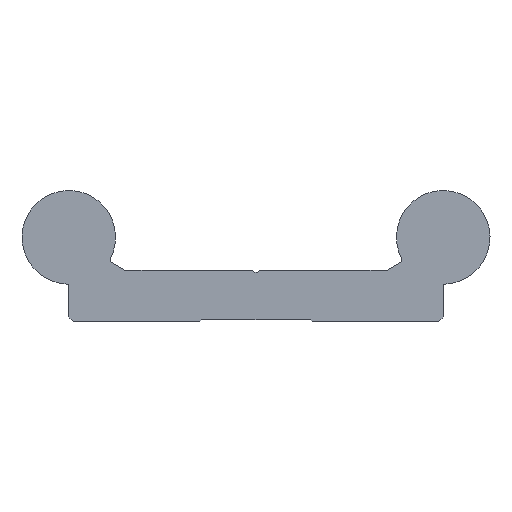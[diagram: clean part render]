
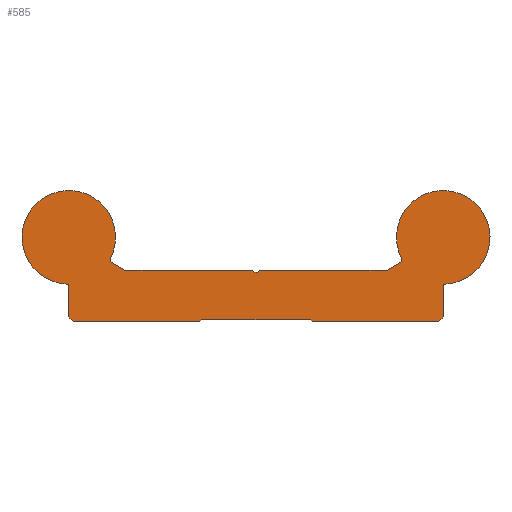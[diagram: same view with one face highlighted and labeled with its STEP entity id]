
A CAD part, front view. The second image highlights one B-rep face of the part: STEP entity #585.
In plain terms, the highlighted planar face has unit normal (0, -1, 0).
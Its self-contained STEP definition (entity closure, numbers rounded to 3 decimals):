
#37=PLANE('',#642);
#78=FACE_OUTER_BOUND('',#111,.T.);
#111=EDGE_LOOP('',(#508,#509,#510,#511,#512,#513,#514,#515,#516,#517,#518,
#519,#520,#521,#522,#523,#524,#525,#526,#527,#528));
#119=LINE('',#867,#176);
#128=LINE('',#885,#185);
#135=LINE('',#900,#192);
#139=LINE('',#907,#196);
#142=LINE('',#913,#199);
#145=LINE('',#919,#202);
#148=LINE('',#925,#205);
#151=LINE('',#937,#208);
#153=LINE('',#941,#210);
#154=LINE('',#943,#211);
#157=LINE('',#949,#214);
#161=LINE('',#964,#218);
#164=LINE('',#970,#221);
#167=LINE('',#976,#224);
#169=LINE('',#979,#226);
#176=VECTOR('',#698,13.5);
#185=VECTOR('',#713,13.5);
#192=VECTOR('',#726,11.6);
#196=VECTOR('',#732,0.283);
#199=VECTOR('',#737,13.5);
#202=VECTOR('',#742,0.707);
#205=VECTOR('',#747,3.208);
#208=VECTOR('',#764,1.653);
#210=VECTOR('',#768,0.577);
#211=VECTOR('',#771,0.577);
#214=VECTOR('',#776,1.653);
#218=VECTOR('',#794,3.208);
#221=VECTOR('',#799,0.707);
#224=VECTOR('',#804,13.5);
#226=VECTOR('',#808,0.283);
#228=CIRCLE('',#591,5.);
#230=CIRCLE('',#594,5.);
#238=CIRCLE('',#624,0.3);
#240=CIRCLE('',#627,0.3);
#242=CIRCLE('',#634,0.3);
#244=CIRCLE('',#637,0.3);
#247=VERTEX_POINT('',#818);
#248=VERTEX_POINT('',#820);
#251=VERTEX_POINT('',#827);
#252=VERTEX_POINT('',#829);
#267=VERTEX_POINT('',#864);
#268=VERTEX_POINT('',#866);
#273=VERTEX_POINT('',#882);
#274=VERTEX_POINT('',#884);
#278=VERTEX_POINT('',#897);
#279=VERTEX_POINT('',#899);
#281=VERTEX_POINT('',#905);
#283=VERTEX_POINT('',#911);
#285=VERTEX_POINT('',#917);
#287=VERTEX_POINT('',#923);
#289=VERTEX_POINT('',#932);
#290=VERTEX_POINT('',#939);
#292=VERTEX_POINT('',#947);
#294=VERTEX_POINT('',#956);
#296=VERTEX_POINT('',#962);
#298=VERTEX_POINT('',#968);
#300=VERTEX_POINT('',#974);
#303=EDGE_CURVE('',#248,#247,#228,.T.);
#307=EDGE_CURVE('',#252,#251,#230,.T.);
#325=EDGE_CURVE('',#267,#268,#119,.T.);
#334=EDGE_CURVE('',#273,#274,#128,.T.);
#341=EDGE_CURVE('',#278,#279,#135,.T.);
#345=EDGE_CURVE('',#281,#278,#139,.T.);
#348=EDGE_CURVE('',#283,#281,#142,.T.);
#351=EDGE_CURVE('',#285,#283,#145,.T.);
#354=EDGE_CURVE('',#287,#285,#148,.T.);
#356=EDGE_CURVE('',#252,#287,#238,.T.);
#359=EDGE_CURVE('',#289,#251,#240,.T.);
#361=EDGE_CURVE('',#268,#289,#151,.T.);
#363=EDGE_CURVE('',#290,#267,#153,.T.);
#364=EDGE_CURVE('',#274,#290,#154,.T.);
#367=EDGE_CURVE('',#292,#273,#157,.T.);
#369=EDGE_CURVE('',#248,#292,#242,.T.);
#372=EDGE_CURVE('',#294,#247,#244,.T.);
#375=EDGE_CURVE('',#296,#294,#161,.T.);
#378=EDGE_CURVE('',#298,#296,#164,.T.);
#381=EDGE_CURVE('',#300,#298,#167,.T.);
#383=EDGE_CURVE('',#279,#300,#169,.T.);
#508=ORIENTED_EDGE('',*,*,#341,.F.);
#509=ORIENTED_EDGE('',*,*,#345,.F.);
#510=ORIENTED_EDGE('',*,*,#348,.F.);
#511=ORIENTED_EDGE('',*,*,#351,.F.);
#512=ORIENTED_EDGE('',*,*,#354,.F.);
#513=ORIENTED_EDGE('',*,*,#356,.F.);
#514=ORIENTED_EDGE('',*,*,#307,.T.);
#515=ORIENTED_EDGE('',*,*,#359,.F.);
#516=ORIENTED_EDGE('',*,*,#361,.F.);
#517=ORIENTED_EDGE('',*,*,#325,.F.);
#518=ORIENTED_EDGE('',*,*,#363,.F.);
#519=ORIENTED_EDGE('',*,*,#364,.F.);
#520=ORIENTED_EDGE('',*,*,#334,.F.);
#521=ORIENTED_EDGE('',*,*,#367,.F.);
#522=ORIENTED_EDGE('',*,*,#369,.F.);
#523=ORIENTED_EDGE('',*,*,#303,.T.);
#524=ORIENTED_EDGE('',*,*,#372,.F.);
#525=ORIENTED_EDGE('',*,*,#375,.F.);
#526=ORIENTED_EDGE('',*,*,#378,.F.);
#527=ORIENTED_EDGE('',*,*,#381,.F.);
#528=ORIENTED_EDGE('',*,*,#383,.F.);
#585=ADVANCED_FACE('',(#78),#37,.T.);
#591=AXIS2_PLACEMENT_3D('',#821,#651,#652);
#594=AXIS2_PLACEMENT_3D('',#830,#659,#660);
#624=AXIS2_PLACEMENT_3D('',#928,#752,#753);
#627=AXIS2_PLACEMENT_3D('',#934,#759,#760);
#634=AXIS2_PLACEMENT_3D('',#952,#781,#782);
#637=AXIS2_PLACEMENT_3D('',#958,#788,#789);
#642=AXIS2_PLACEMENT_3D('',#980,#809,#810);
#651=DIRECTION('center_axis',(0.,-1.,0.));
#652=DIRECTION('ref_axis',(0.89,0.,-0.455));
#659=DIRECTION('center_axis',(0.,-1.,0.));
#660=DIRECTION('ref_axis',(0.057,0.,-0.998));
#698=DIRECTION('',(1.,0.,0.));
#713=DIRECTION('',(1.,0.,0.));
#726=DIRECTION('',(-1.,0.,0.));
#732=DIRECTION('',(-0.707,0.,0.707));
#737=DIRECTION('',(-1.,0.,0.));
#742=DIRECTION('',(-0.707,0.,-0.707));
#747=DIRECTION('',(0.,0.,-1.));
#752=DIRECTION('center_axis',(0.,-1.,0.));
#753=DIRECTION('ref_axis',(-0.057,0.,0.998));
#759=DIRECTION('center_axis',(0.,-1.,0.));
#760=DIRECTION('ref_axis',(0.5,0.,-0.866));
#764=DIRECTION('',(0.866,0.,0.5));
#768=DIRECTION('',(0.866,0.,0.5));
#771=DIRECTION('',(0.866,0.,-0.5));
#776=DIRECTION('',(0.866,0.,-0.5));
#781=DIRECTION('center_axis',(0.,-1.,0.));
#782=DIRECTION('ref_axis',(-0.89,0.,0.455));
#788=DIRECTION('center_axis',(0.,-1.,0.));
#789=DIRECTION('ref_axis',(1.,0.,0.));
#794=DIRECTION('',(0.,0.,1.));
#799=DIRECTION('',(-0.707,0.,0.707));
#804=DIRECTION('',(-1.,0.,0.));
#808=DIRECTION('',(-0.707,0.,-0.707));
#809=DIRECTION('center_axis',(0.,-1.,0.));
#810=DIRECTION('ref_axis',(1.,0.,0.));
#818=CARTESIAN_POINT('',(-20.283,0.,4.008));
#820=CARTESIAN_POINT('',(-15.549,0.,6.723));
#821=CARTESIAN_POINT('Origin',(-20.,0.,9.));
#827=CARTESIAN_POINT('',(15.549,0.,6.723));
#829=CARTESIAN_POINT('',(20.283,0.,4.008));
#830=CARTESIAN_POINT('Origin',(20.,0.,9.));
#864=CARTESIAN_POINT('',(0.5,0.,5.5));
#866=CARTESIAN_POINT('',(14.,0.,5.5));
#867=CARTESIAN_POINT('',(0.5,0.,5.5));
#882=CARTESIAN_POINT('',(-14.,0.,5.5));
#884=CARTESIAN_POINT('',(-0.5,0.,5.5));
#885=CARTESIAN_POINT('',(-14.,0.,5.5));
#897=CARTESIAN_POINT('',(5.8,0.,0.2));
#899=CARTESIAN_POINT('',(-5.8,0.,0.2));
#900=CARTESIAN_POINT('',(0.,0.,0.2));
#905=CARTESIAN_POINT('',(6.,0.,0.));
#907=CARTESIAN_POINT('',(6.,0.,0.));
#911=CARTESIAN_POINT('',(19.5,0.,0.));
#913=CARTESIAN_POINT('',(19.5,0.,0.));
#917=CARTESIAN_POINT('',(20.,0.,0.5));
#919=CARTESIAN_POINT('',(20.,0.,0.5));
#923=CARTESIAN_POINT('',(20.,0.,3.708));
#925=CARTESIAN_POINT('',(20.,0.,3.708));
#928=CARTESIAN_POINT('Origin',(20.3,0.,3.708));
#932=CARTESIAN_POINT('',(15.432,0.,6.326));
#934=CARTESIAN_POINT('Origin',(15.282,0.,6.586));
#937=CARTESIAN_POINT('',(14.,0.,5.5));
#939=CARTESIAN_POINT('',(0.,0.,5.211));
#941=CARTESIAN_POINT('',(0.,0.,5.211));
#943=CARTESIAN_POINT('',(-0.5,0.,5.5));
#947=CARTESIAN_POINT('',(-15.432,0.,6.326));
#949=CARTESIAN_POINT('',(-15.432,0.,6.326));
#952=CARTESIAN_POINT('Origin',(-15.282,0.,6.586));
#956=CARTESIAN_POINT('',(-20.,0.,3.708));
#958=CARTESIAN_POINT('Origin',(-20.3,0.,3.708));
#962=CARTESIAN_POINT('',(-20.,0.,0.5));
#964=CARTESIAN_POINT('',(-20.,0.,0.5));
#968=CARTESIAN_POINT('',(-19.5,0.,0.));
#970=CARTESIAN_POINT('',(-19.5,0.,0.));
#974=CARTESIAN_POINT('',(-6.,0.,0.));
#976=CARTESIAN_POINT('',(-6.,0.,0.));
#979=CARTESIAN_POINT('',(-5.8,0.,0.2));
#980=CARTESIAN_POINT('Origin',(0.,0.,5.219));
